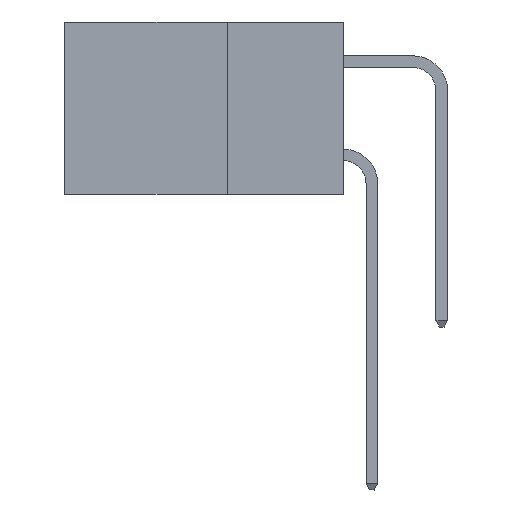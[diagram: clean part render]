
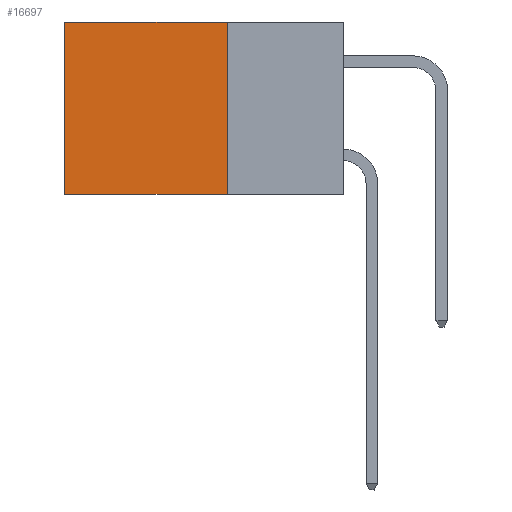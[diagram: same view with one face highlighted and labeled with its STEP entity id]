
A CAD part, left-side view. The second image highlights one B-rep face of the part: STEP entity #16697.
In plain terms, the highlighted planar face has unit normal (-1, 0, 0).
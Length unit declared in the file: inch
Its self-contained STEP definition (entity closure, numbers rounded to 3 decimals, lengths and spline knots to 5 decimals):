
#118 = DIRECTION ( 'NONE',  ( 0., 0., -1. ) ) ;
#678 = EDGE_CURVE ( 'NONE', #4062, #26178, #11279, .T. ) ;
#4062 = VERTEX_POINT ( 'NONE', #24546 ) ;
#5240 = CARTESIAN_POINT ( 'NONE',  ( 0.2615, 0.6, -0.37 ) ) ;
#6383 = DIRECTION ( 'NONE',  ( 1., 0., 0. ) ) ;
#7526 = EDGE_CURVE ( 'NONE', #27323, #11145, #19470, .T. ) ;
#8084 = CARTESIAN_POINT ( 'NONE',  ( 0.2615, 0.25, -0.37 ) ) ;
#8353 = VECTOR ( 'NONE', #9898, 39.37008 ) ;
#8621 = DIRECTION ( 'NONE',  ( 0., 0., -1. ) ) ;
#8783 = ORIENTED_EDGE ( 'NONE', *, *, #16885, .T. ) ;
#9756 = CARTESIAN_POINT ( 'NONE',  ( 0.2615, 0.25, -0.37 ) ) ;
#9898 = DIRECTION ( 'NONE',  ( 0., 1., 0. ) ) ;
#11126 = DIRECTION ( 'NONE',  ( 0., 1., 0. ) ) ;
#11145 = VERTEX_POINT ( 'NONE', #5240 ) ;
#11279 = LINE ( 'NONE', #9756, #22745 ) ;
#13225 = ORIENTED_EDGE ( 'NONE', *, *, #7526, .T. ) ;
#13326 = EDGE_CURVE ( 'NONE', #26178, #11145, #27026, .T. ) ;
#14208 = FACE_OUTER_BOUND ( 'NONE', #25310, .T. ) ;
#14952 = CARTESIAN_POINT ( 'NONE',  ( 0.2615, 0.6, 0. ) ) ;
#16577 = CARTESIAN_POINT ( 'NONE',  ( 0.2615, 0.25, 0. ) ) ;
#16697 = ADVANCED_FACE ( 'NONE', ( #14208 ), #27303, .F. ) ;
#16885 = EDGE_CURVE ( 'NONE', #4062, #27323, #25809, .T. ) ;
#19470 = LINE ( 'NONE', #28268, #27120 ) ;
#21851 = DIRECTION ( 'NONE',  ( 0., 0., -1. ) ) ;
#22745 = VECTOR ( 'NONE', #118, 39.37008 ) ;
#23007 = CARTESIAN_POINT ( 'NONE',  ( 0.2615, 0.25, -0.37 ) ) ;
#24546 = CARTESIAN_POINT ( 'NONE',  ( 0.2615, 0.25, 0. ) ) ;
#25310 = EDGE_LOOP ( 'NONE', ( #13225, #27244, #25573, #8783 ) ) ;
#25573 = ORIENTED_EDGE ( 'NONE', *, *, #678, .F. ) ;
#25809 = LINE ( 'NONE', #16577, #8353 ) ;
#26178 = VERTEX_POINT ( 'NONE', #8084 ) ;
#26741 = CARTESIAN_POINT ( 'NONE',  ( 0.2615, 0.25, -0.37 ) ) ;
#26838 = AXIS2_PLACEMENT_3D ( 'NONE', #26741, #6383, #8621 ) ;
#27026 = LINE ( 'NONE', #23007, #28694 ) ;
#27120 = VECTOR ( 'NONE', #21851, 39.37008 ) ;
#27244 = ORIENTED_EDGE ( 'NONE', *, *, #13326, .F. ) ;
#27303 = PLANE ( 'NONE',  #26838 ) ;
#27323 = VERTEX_POINT ( 'NONE', #14952 ) ;
#28268 = CARTESIAN_POINT ( 'NONE',  ( 0.2615, 0.6, -0.37 ) ) ;
#28694 = VECTOR ( 'NONE', #11126, 39.37008 ) ;
